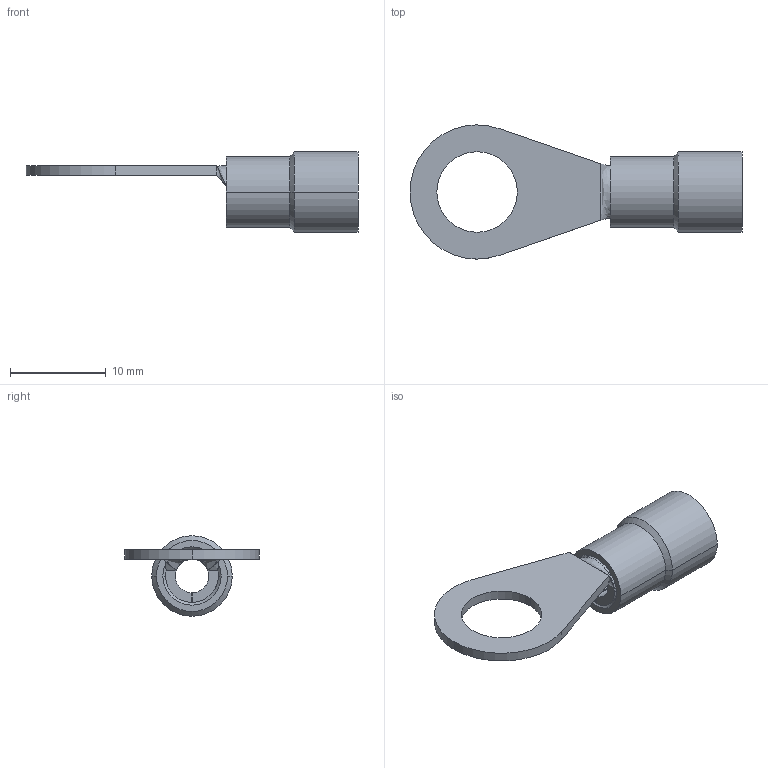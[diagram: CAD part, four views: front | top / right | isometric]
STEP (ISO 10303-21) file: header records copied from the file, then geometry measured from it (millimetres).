
FILE_DESCRIPTION (( 'STEP AP203' ), '1' );
FILE_NAME ('80337.STEP', '2025-09-26T15:30:11', ( '' ), ( '' ), 'SwSTEP 2.0', 'SolidWorks 2022', '' );
FILE_SCHEMA (( 'CONFIG_CONTROL_DESIGN' ));
Length unit declared in the file: millimetre
Products named in the file (4): 80337; Parte; Assieme
Assembly tree (3 placements, depth 3):
  80337
    Assieme
      Parte
      Parte
Bounding box: 34.63 x 14 x 8.4 mm (x, y, z)
Volume: 577.5 mm3; surface area: 1264 mm2
Topology: 2 solids, 2 shells, 44 faces, 97 edges, 58 vertices
Faces by surface type: cylinder 20, plane 12, cone 6, bspline 4, torus 2
Entity records: 1787 total; most frequent: CARTESIAN_POINT 406, DIRECTION 217, ORIENTED_EDGE 194, EDGE_CURVE 97, AXIS2_PLACEMENT_3D 87, VERTEX_POINT 58, EDGE_LOOP 49, ADVANCED_FACE 44
